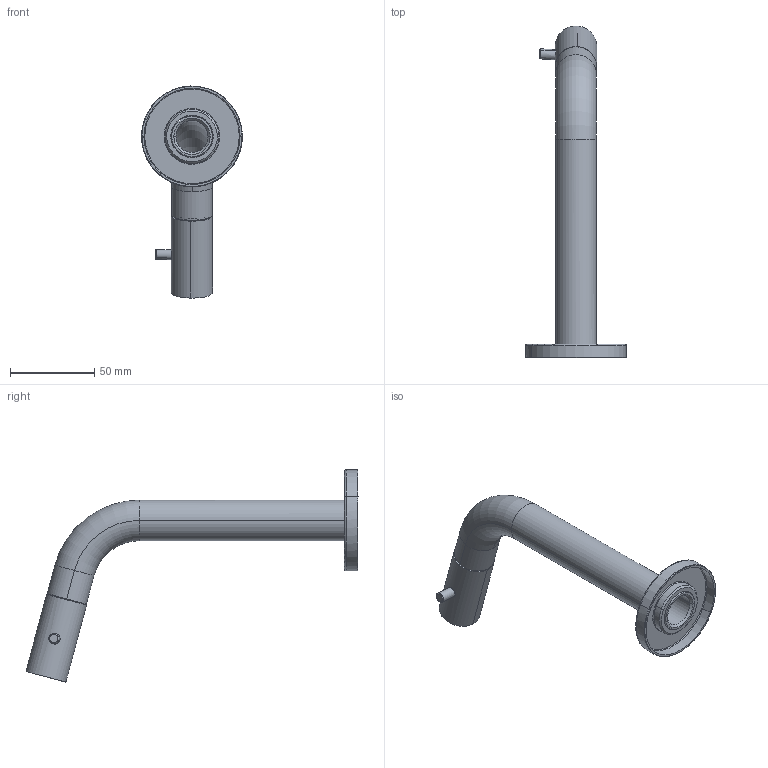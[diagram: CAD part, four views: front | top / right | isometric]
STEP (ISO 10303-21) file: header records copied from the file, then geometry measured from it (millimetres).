
FILE_DESCRIPTION(('CATIA V5 STEP Exchange','CAx-IF Rec.Pracs.--- Model Styling and Organization---1.5--- 2016-08-15','CAx-IF Rec.Pracs.---Supplemental Geometry---1.0---2011-11-01','CAx-IF Rec.Pracs.--- Composite Materials ---3.4---2017-06-13','CAx-IF Rec.Pracs.---Tessellated 3D Geometry---1.0---2015-12-17'),'2;1');
FILE_NAME('LM001420.stp','2023-01-31T08:30:07+00:00',('none'),('none'),'CATIA Version 5-6 Release 2020 SP2','CATIA V5 STEP AP242 v2','none');
FILE_SCHEMA(('AP242_MANAGED_MODEL_BASED_3D_ENGINEERING_MIM_LF {1 0 10303 442 1 1 4}'));
Length unit declared in the file: millimetre
Products named in the file (1): LM00142
Bounding box: 59.79 x 196.68 x 125.66 mm (x, y, z)
Volume: 58181.6 mm3; surface area: 48702.9 mm2
Topology: 2 solids, 7 shells, 339 faces, 879 edges, 564 vertices
Faces by surface type: cylinder 131, plane 114, cone 50, torus 44
Entity records: 10103 total; most frequent: CARTESIAN_POINT 2627, ORIENTED_EDGE 1750, DIRECTION 1137, EDGE_CURVE 875, AXIS2_PLACEMENT_3D 601, VERTEX_POINT 564, CIRCLE 408, EDGE_LOOP 379
